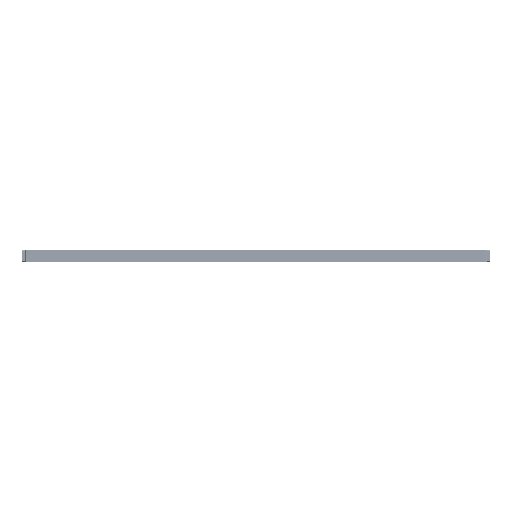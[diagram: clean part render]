
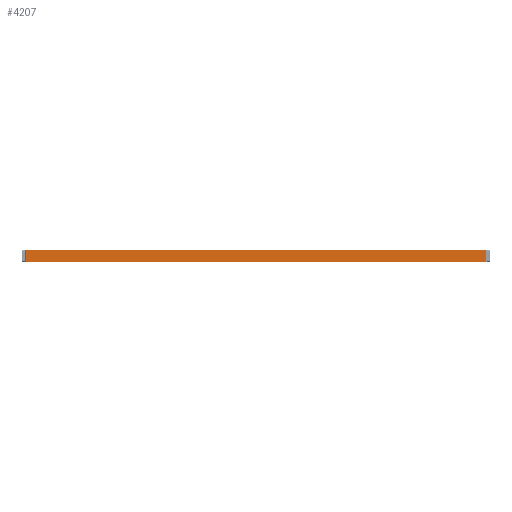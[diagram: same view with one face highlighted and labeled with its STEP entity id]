
A CAD part, front view. The second image highlights one B-rep face of the part: STEP entity #4207.
In plain terms, the highlighted face is planar.
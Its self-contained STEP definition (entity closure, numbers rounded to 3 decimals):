
#4207=ADVANCED_FACE('',(#5739),#5404,.T.);
#5404=PLANE('',#22399);
#5739=FACE_OUTER_BOUND('',#6615,.T.);
#6615=EDGE_LOOP('',(#8304,#8305,#8306,#8307));
#8304=ORIENTED_EDGE('',*,*,#16753,.T.);
#8305=ORIENTED_EDGE('',*,*,#16754,.T.);
#8306=ORIENTED_EDGE('',*,*,#16755,.T.);
#8307=ORIENTED_EDGE('',*,*,#16756,.T.);
#14592=VERTEX_POINT('',#32833);
#14593=VERTEX_POINT('',#32834);
#14594=VERTEX_POINT('',#32836);
#14595=VERTEX_POINT('',#32838);
#16753=EDGE_CURVE('',#14592,#14593,#19885,.T.);
#16754=EDGE_CURVE('',#14593,#14594,#19886,.T.);
#16755=EDGE_CURVE('',#14594,#14595,#19887,.T.);
#16756=EDGE_CURVE('',#14595,#14592,#19888,.T.);
#19885=LINE('',#32832,#21144);
#19886=LINE('',#32835,#21145);
#19887=LINE('',#32837,#21146);
#19888=LINE('',#32839,#21147);
#21144=VECTOR('',#25477,1.);
#21145=VECTOR('',#25478,1.);
#21146=VECTOR('',#25479,1.);
#21147=VECTOR('',#25480,1.);
#22399=AXIS2_PLACEMENT_3D('',#32840,#25481,#25482);
#25477=DIRECTION('',(0.,0.,-1.));
#25478=DIRECTION('',(-1.,0.,0.));
#25479=DIRECTION('',(0.,0.,1.));
#25480=DIRECTION('',(1.,0.,0.));
#25481=DIRECTION('',(0.,1.,0.));
#25482=DIRECTION('',(0.,0.,1.));
#32832=CARTESIAN_POINT('',(399.5,10.6,0.));
#32833=CARTESIAN_POINT('',(399.5,10.6,10.5));
#32834=CARTESIAN_POINT('',(399.5,10.6,0.5));
#32835=CARTESIAN_POINT('',(200.,10.6,0.5));
#32836=CARTESIAN_POINT('',(0.5,10.6,0.5));
#32837=CARTESIAN_POINT('',(0.5,10.6,0.));
#32838=CARTESIAN_POINT('',(0.5,10.6,10.5));
#32839=CARTESIAN_POINT('',(200.,10.6,10.5));
#32840=CARTESIAN_POINT('',(200.,10.6,0.));
